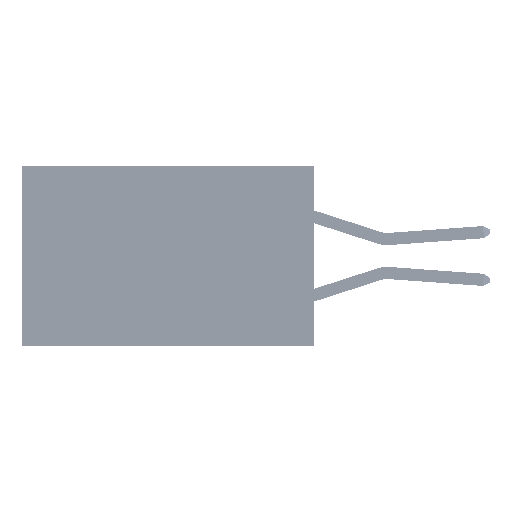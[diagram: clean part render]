
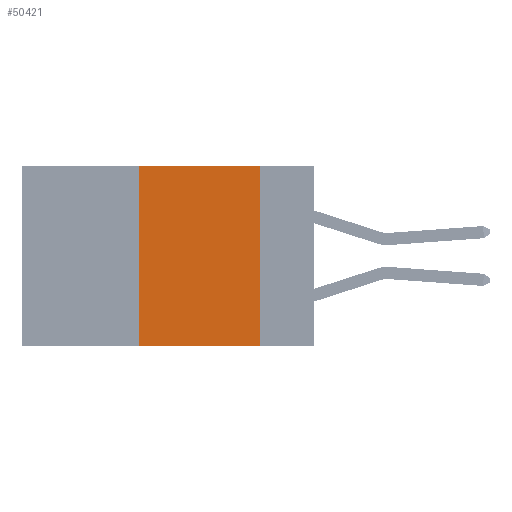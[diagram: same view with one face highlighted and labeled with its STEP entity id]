
A CAD part, left-side view. The second image highlights one B-rep face of the part: STEP entity #50421.
In plain terms, the highlighted planar face has unit normal (-1, 0, 0).
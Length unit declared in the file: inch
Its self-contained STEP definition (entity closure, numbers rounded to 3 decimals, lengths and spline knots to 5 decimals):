
#249 = CARTESIAN_POINT ( 'NONE',  ( 0., 0.36, -0.37 ) ) ;
#601 = CARTESIAN_POINT ( 'NONE',  ( 0., 0.11, 0. ) ) ;
#883 = CARTESIAN_POINT ( 'NONE',  ( 0., 0.36, 0. ) ) ;
#1883 = ORIENTED_EDGE ( 'NONE', *, *, #29534, .T. ) ;
#1907 = EDGE_CURVE ( 'NONE', #4123, #19429, #46555, .T. ) ;
#2530 = CARTESIAN_POINT ( 'NONE',  ( 0., 0.36, 0. ) ) ;
#2595 = AXIS2_PLACEMENT_3D ( 'NONE', #39431, #31887, #7984 ) ;
#2598 = DIRECTION ( 'NONE',  ( 0., 0., -1. ) ) ;
#4123 = VERTEX_POINT ( 'NONE', #249 ) ;
#4736 = LINE ( 'NONE', #16381, #23038 ) ;
#7984 = DIRECTION ( 'NONE',  ( 0., 0., -1. ) ) ;
#11552 = CARTESIAN_POINT ( 'NONE',  ( 0., 0.6, -0.37 ) ) ;
#11761 = PLANE ( 'NONE',  #2595 ) ;
#14053 = EDGE_LOOP ( 'NONE', ( #17651, #34688, #41409, #1883 ) ) ;
#14524 = CARTESIAN_POINT ( 'NONE',  ( 0., 0.11, 0. ) ) ;
#16193 = EDGE_CURVE ( 'NONE', #29624, #34464, #47098, .T. ) ;
#16381 = CARTESIAN_POINT ( 'NONE',  ( 0., 0.6, 0. ) ) ;
#17651 = ORIENTED_EDGE ( 'NONE', *, *, #16193, .F. ) ;
#19429 = VERTEX_POINT ( 'NONE', #883 ) ;
#19548 = VECTOR ( 'NONE', #2598, 39.37008 ) ;
#20771 = VECTOR ( 'NONE', #35953, 39.37008 ) ;
#23038 = VECTOR ( 'NONE', #40139, 39.37008 ) ;
#24333 = EDGE_CURVE ( 'NONE', #19429, #29624, #4736, .T. ) ;
#29534 = EDGE_CURVE ( 'NONE', #4123, #34464, #45843, .T. ) ;
#29624 = VERTEX_POINT ( 'NONE', #601 ) ;
#31887 = DIRECTION ( 'NONE',  ( 1., 0., 0. ) ) ;
#34241 = VECTOR ( 'NONE', #45755, 39.37008 ) ;
#34464 = VERTEX_POINT ( 'NONE', #39745 ) ;
#34688 = ORIENTED_EDGE ( 'NONE', *, *, #24333, .F. ) ;
#35953 = DIRECTION ( 'NONE',  ( 0., -1., 0. ) ) ;
#38660 = FACE_OUTER_BOUND ( 'NONE', #14053, .T. ) ;
#39431 = CARTESIAN_POINT ( 'NONE',  ( 0., 0.6, 0. ) ) ;
#39745 = CARTESIAN_POINT ( 'NONE',  ( 0., 0.11, -0.37 ) ) ;
#40139 = DIRECTION ( 'NONE',  ( 0., -1., 0. ) ) ;
#41409 = ORIENTED_EDGE ( 'NONE', *, *, #1907, .F. ) ;
#45755 = DIRECTION ( 'NONE',  ( 0., 0., 1. ) ) ;
#45843 = LINE ( 'NONE', #11552, #20771 ) ;
#46555 = LINE ( 'NONE', #2530, #34241 ) ;
#47098 = LINE ( 'NONE', #14524, #19548 ) ;
#50421 = ADVANCED_FACE ( 'NONE', ( #38660 ), #11761, .F. ) ;
